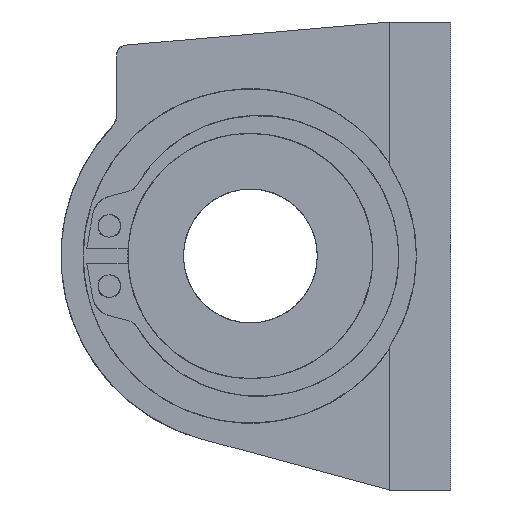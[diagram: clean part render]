
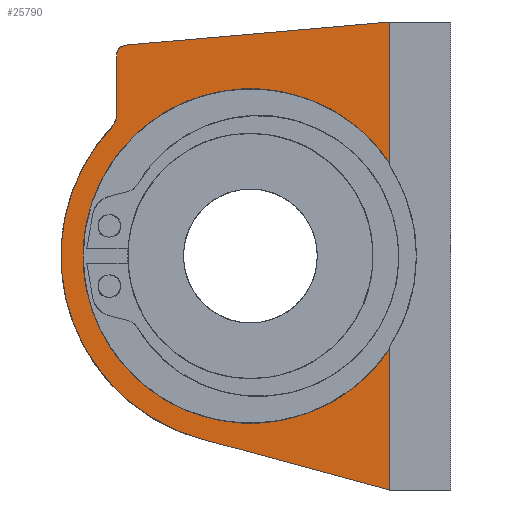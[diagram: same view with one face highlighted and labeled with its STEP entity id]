
A CAD part, left-side view. The second image highlights one B-rep face of the part: STEP entity #25790.
In plain terms, the highlighted free-form (B-spline) face has degree [1, 1] with [2, 2] control points.
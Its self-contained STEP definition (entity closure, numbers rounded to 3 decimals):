
#24610 = CARTESIAN_POINT ('', (-4., 5.5, -8.292));
#24620 = VERTEX_POINT ('', #24610);
#24630 = CARTESIAN_POINT ('', (-4., 33., 0.));
#24640 = VERTEX_POINT ('', #24630);
#24650 = CARTESIAN_POINT ('', (-4., 5.5, -8.292));
#24660 = CARTESIAN_POINT ('', (-4., 7.328, -11.047));
#24670 = CARTESIAN_POINT ('', (-4., 9.798, -12.986));
#24680 = CARTESIAN_POINT ('', (-4., 12.911, -14.11));
#24690 = CARTESIAN_POINT ('', (-4., 16.019, -15.233));
#24700 = CARTESIAN_POINT ('', (-4., 19.159, -15.316));
#24710 = CARTESIAN_POINT ('', (-4., 22.33, -14.361));
#24720 = CARTESIAN_POINT ('', (-4., 25.494, -13.409));
#24730 = CARTESIAN_POINT ('', (-4., 28.065, -11.603));
#24740 = CARTESIAN_POINT ('', (-4., 30.041, -8.946));
#24750 = CARTESIAN_POINT ('', (-4., 32.014, -6.292));
#24760 = CARTESIAN_POINT ('', (-4., 33., -3.31));
#24770 = CARTESIAN_POINT ('', (-4., 33., 0.));
#24780 = B_SPLINE_CURVE_WITH_KNOTS ('', 3, (#24650, #24660, #24670, #24680, #24690, #24700, #24710, #24720, #24730, #24740, #24750, #24760, #24770), .UNSPECIFIED., .F., .U., (4, 3, 3, 3, 4), (0., 0.25, 0.5, 0.75, 1.), .UNSPECIFIED.);
#24790 = EDGE_CURVE ('', #24620, #24640, #24780, .T.);
#24800 = ORIENTED_EDGE ('', *, *, #24790, .T.);
#24810 = CARTESIAN_POINT ('', (-4., 5.5, 8.292));
#24820 = VERTEX_POINT ('', #24810);
#24830 = CARTESIAN_POINT ('', (-4., 33., 0.));
#24840 = CARTESIAN_POINT ('', (-4., 33., 3.306));
#24850 = CARTESIAN_POINT ('', (-4., 32.014, 6.288));
#24860 = CARTESIAN_POINT ('', (-4., 30.041, 8.946));
#24870 = CARTESIAN_POINT ('', (-4., 28.071, 11.599));
#24880 = CARTESIAN_POINT ('', (-4., 25.501, 13.404));
#24890 = CARTESIAN_POINT ('', (-4., 22.33, 14.361));
#24900 = CARTESIAN_POINT ('', (-4., 19.167, 15.316));
#24910 = CARTESIAN_POINT ('', (-4., 16.027, 15.233));
#24920 = CARTESIAN_POINT ('', (-4., 12.911, 14.11));
#24930 = CARTESIAN_POINT ('', (-4., 9.8, 12.99));
#24940 = CARTESIAN_POINT ('', (-4., 7.33, 11.05));
#24950 = CARTESIAN_POINT ('', (-4., 5.5, 8.292));
#24960 = B_SPLINE_CURVE_WITH_KNOTS ('', 3, (#24830, #24840, #24850, #24860, #24870, #24880, #24890, #24900, #24910, #24920, #24930, #24940, #24950), .UNSPECIFIED., .F., .U., (4, 3, 3, 3, 4), (0., 0.25, 0.5, 0.75, 1.), .UNSPECIFIED.);
#24970 = EDGE_CURVE ('', #24640, #24820, #24960, .T.);
#24980 = ORIENTED_EDGE ('', *, *, #24970, .T.);
#24990 = CARTESIAN_POINT ('', (-4., 5.5, 20.999));
#25000 = VERTEX_POINT ('', #24990);
#25010 = CARTESIAN_POINT ('', (-4., 5.5, 8.292));
#25020 = CARTESIAN_POINT ('', (-4., 5.5, 20.999));
#25030 = B_SPLINE_CURVE_WITH_KNOTS ('', 1, (#25010, #25020), .UNSPECIFIED., .F., .U., (2, 2), (0., 1.), .UNSPECIFIED.);
#25040 = EDGE_CURVE ('', #24820, #25000, #25030, .T.);
#25050 = ORIENTED_EDGE ('', *, *, #25040, .T.);
#25060 = CARTESIAN_POINT ('', (-4., 29.087, 18.935));
#25070 = VERTEX_POINT ('', #25060);
#25080 = CARTESIAN_POINT ('', (-4., 5.5, 20.999));
#25090 = CARTESIAN_POINT ('', (-4., 13.362, 20.311));
#25100 = CARTESIAN_POINT ('', (-4., 21.225, 19.623));
#25110 = CARTESIAN_POINT ('', (-4., 29.087, 18.935));
#25120 = B_SPLINE_CURVE_WITH_KNOTS ('', 3, (#25080, #25090, #25100, #25110), .UNSPECIFIED., .F., .U., (4, 4), (0., 1.), .UNSPECIFIED.);
#25130 = EDGE_CURVE ('', #25000, #25070, #25120, .T.);
#25140 = ORIENTED_EDGE ('', *, *, #25130, .T.);
#25150 = CARTESIAN_POINT ('', (-4., 30., 17.939));
#25160 = VERTEX_POINT ('', #25150);
#25170 = CARTESIAN_POINT ('', (-4., 29.087, 18.935));
#25180 = CARTESIAN_POINT ('', (-4., 29.696, 18.882));
#25190 = CARTESIAN_POINT ('', (-4., 30., 18.55));
#25200 = CARTESIAN_POINT ('', (-4., 30., 17.939));
#25210 = B_SPLINE_CURVE_WITH_KNOTS ('', 3, (#25170, #25180, #25190, #25200), .UNSPECIFIED., .F., .U., (4, 4), (0., 1.), .UNSPECIFIED.);
#25220 = EDGE_CURVE ('', #25070, #25160, #25210, .T.);
#25230 = ORIENTED_EDGE ('', *, *, #25220, .T.);
#25240 = CARTESIAN_POINT ('', (-4., 30., 12.45));
#25250 = VERTEX_POINT ('', #25240);
#25260 = CARTESIAN_POINT ('', (-4., 30., 17.939));
#25270 = CARTESIAN_POINT ('', (-4., 30., 12.45));
#25280 = B_SPLINE_CURVE_WITH_KNOTS ('', 1, (#25260, #25270), .UNSPECIFIED., .F., .U., (2, 2), (0., 1.), .UNSPECIFIED.);
#25290 = EDGE_CURVE ('', #25160, #25250, #25280, .T.);
#25300 = ORIENTED_EDGE ('', *, *, #25290, .T.);
#25310 = CARTESIAN_POINT ('', (-4., 30.278, 11.758));
#25320 = VERTEX_POINT ('', #25310);
#25330 = CARTESIAN_POINT ('', (-4., 30., 12.45));
#25340 = CARTESIAN_POINT ('', (-4., 30.093, 12.219));
#25350 = CARTESIAN_POINT ('', (-4., 30.185, 11.989));
#25360 = CARTESIAN_POINT ('', (-4., 30.278, 11.758));
#25370 = B_SPLINE_CURVE_WITH_KNOTS ('', 3, (#25330, #25340, #25350, #25360), .UNSPECIFIED., .F., .U., (4, 4), (0., 1.), .UNSPECIFIED.);
#25380 = EDGE_CURVE ('', #25250, #25320, #25370, .T.);
#25390 = ORIENTED_EDGE ('', *, *, #25380, .T.);
#25400 = CARTESIAN_POINT ('', (-4., 22.445, -16.409));
#25410 = VERTEX_POINT ('', #25400);
#25420 = CARTESIAN_POINT ('', (-4., 30.278, 11.758));
#25430 = CARTESIAN_POINT ('', (-4., 32.351, 9.593));
#25440 = CARTESIAN_POINT ('', (-4., 33.754, 7.055));
#25450 = CARTESIAN_POINT ('', (-4., 34.487, 4.145));
#25460 = CARTESIAN_POINT ('', (-4., 35.218, 1.239));
#25470 = CARTESIAN_POINT ('', (-4., 35.182, -1.661));
#25480 = CARTESIAN_POINT ('', (-4., 34.379, -4.555));
#25490 = CARTESIAN_POINT ('', (-4., 33.577, -7.442));
#25500 = CARTESIAN_POINT ('', (-4., 32.111, -9.944));
#25510 = CARTESIAN_POINT ('', (-4., 29.981, -12.061));
#25520 = CARTESIAN_POINT ('', (-4., 27.854, -14.174));
#25530 = CARTESIAN_POINT ('', (-4., 25.342, -15.624));
#25540 = CARTESIAN_POINT ('', (-4., 22.445, -16.409));
#25550 = B_SPLINE_CURVE_WITH_KNOTS ('', 3, (#25420, #25430, #25440, #25450, #25460, #25470, #25480, #25490, #25500, #25510, #25520, #25530, #25540), .UNSPECIFIED., .F., .U., (4, 3, 3, 3, 4), (0., 0.25, 0.5, 0.75, 1.), .UNSPECIFIED.);
#25560 = EDGE_CURVE ('', #25320, #25410, #25550, .T.);
#25570 = ORIENTED_EDGE ('', *, *, #25560, .T.);
#25580 = CARTESIAN_POINT ('', (-4., 5.5, -20.999));
#25590 = VERTEX_POINT ('', #25580);
#25600 = CARTESIAN_POINT ('', (-4., 22.445, -16.409));
#25610 = CARTESIAN_POINT ('', (-4., 16.797, -17.939));
#25620 = CARTESIAN_POINT ('', (-4., 11.148, -19.469));
#25630 = CARTESIAN_POINT ('', (-4., 5.5, -20.999));
#25640 = B_SPLINE_CURVE_WITH_KNOTS ('', 3, (#25600, #25610, #25620, #25630), .UNSPECIFIED., .F., .U., (4, 4), (0., 1.), .UNSPECIFIED.);
#25650 = EDGE_CURVE ('', #25410, #25590, #25640, .T.);
#25660 = ORIENTED_EDGE ('', *, *, #25650, .T.);
#25670 = CARTESIAN_POINT ('', (-4., 5.5, -20.999));
#25680 = CARTESIAN_POINT ('', (-4., 5.5, -8.292));
#25690 = B_SPLINE_CURVE_WITH_KNOTS ('', 1, (#25670, #25680), .UNSPECIFIED., .F., .U., (2, 2), (0., 1.), .UNSPECIFIED.);
#25700 = EDGE_CURVE ('', #25590, #24620, #25690, .T.);
#25710 = ORIENTED_EDGE ('', *, *, #25700, .T.);
#25720 = EDGE_LOOP ('', (#24800, #24980, #25050, #25140, #25230, #25300, #25390, #25570, #25660, #25710));
#25730 = FACE_OUTER_BOUND ('', #25720, .T.);
#25740 = CARTESIAN_POINT ('', (-4., 5.5, -21.251));
#25750 = CARTESIAN_POINT ('', (-4., 35.193, -21.251));
#25760 = CARTESIAN_POINT ('', (-4., 5.5, 21.251));
#25770 = CARTESIAN_POINT ('', (-4., 35.193, 21.251));
#25780 = B_SPLINE_SURFACE_WITH_KNOTS ('', 1, 1, ((#25740, #25750), (#25760, #25770)), .UNSPECIFIED., .F., .F., .U., (2, 2), (2, 2), (0., 1.), (0., 1.), .UNSPECIFIED.);
#25790 = ADVANCED_FACE ('', (#25730), #25780, .T.);
